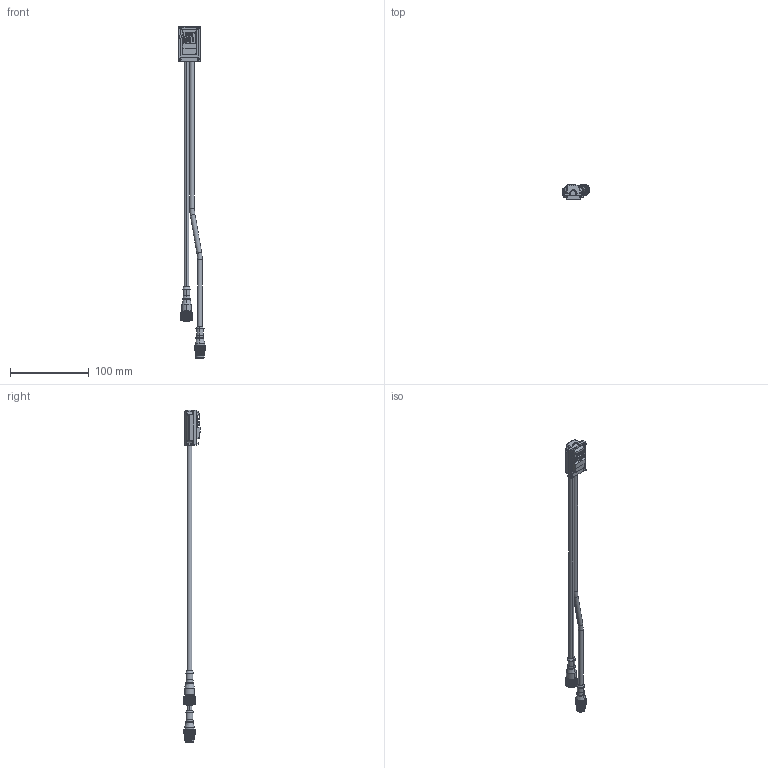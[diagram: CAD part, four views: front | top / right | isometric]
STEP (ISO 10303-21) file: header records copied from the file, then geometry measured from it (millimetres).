
FILE_DESCRIPTION((''),'2;1');
FILE_NAME('238298_SM01_ASM','2024-05-15T16:50:36',('banengservice'),('BANNER ENGINEERING'),'CREO PARAMETRIC BY PTC INC, 2022414','CREO PARAMETRIC BY PTC INC, 2022414','');
FILE_SCHEMA(('CONFIG_CONTROL_DESIGN'));
Products named in the file (3): 238298_EP1; 238298_EP2; 238298_SM01_ASM
Assembly tree (2 placements, depth 2):
  238298_SM01_ASM
    238298_EP1
    238298_EP2
Bounding box: 34.55 x 20.65 x 420.74 mm (x, y, z)
Volume: 40352.1 mm3; surface area: 24359.9 mm2
Topology: 3 solids, 4 shells, 6992 faces, 15884 edges, 9081 vertices
Faces by surface type: bspline 3627, cylinder 1686, plane 1569, cone 66, torus 26, sphere 16, revolution 2
Entity records: 271019 total; most frequent: CARTESIAN_POINT 146121, ORIENTED_EDGE 31744, EDGE_CURVE 15872, DIRECTION 14405, B_SPLINE_CURVE_WITH_KNOTS 9951, VERTEX_POINT 9080, EDGE_LOOP 7290, FACE_OUTER_BOUND 6990
